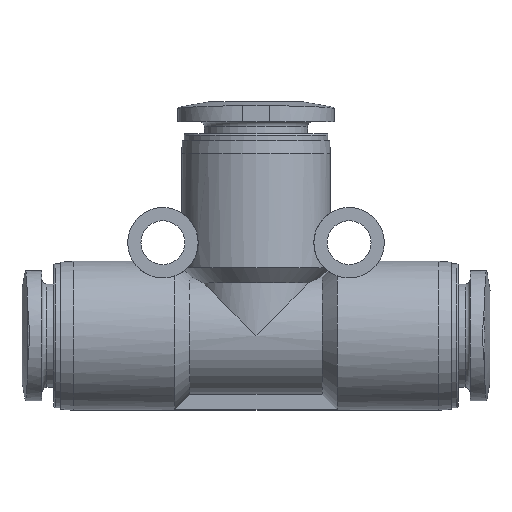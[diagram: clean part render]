
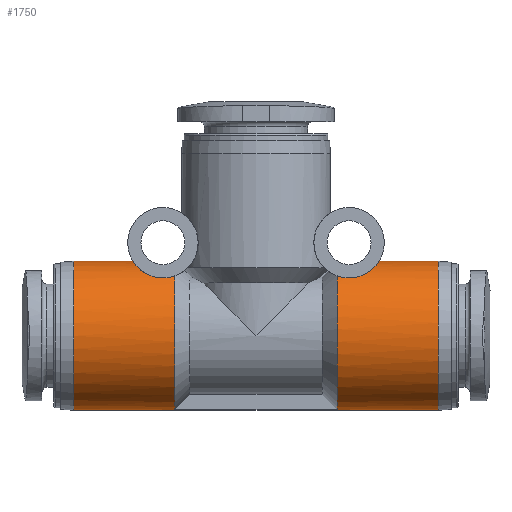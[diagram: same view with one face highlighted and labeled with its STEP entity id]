
A CAD part, front view. The second image highlights one B-rep face of the part: STEP entity #1750.
In plain terms, the highlighted cylindrical face has radius 5.6 mm (diameter 11.2 mm), a full revolution.
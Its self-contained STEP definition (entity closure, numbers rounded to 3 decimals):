
#63=LINE('',#2429,#89);
#64=LINE('',#2447,#90);
#89=VECTOR('',#2020,1000.);
#90=VECTOR('',#2025,1000.);
#123=B_SPLINE_CURVE_WITH_KNOTS('',3,(#2433,#2434,#2435,#2436,#2437,#2438,
#2439,#2440,#2441,#2442,#2443),.UNSPECIFIED.,.F.,.F.,(4,1,1,1,1,1,1,1,4),
(0.014,0.015,0.017,0.018,
0.02,0.021,0.022,0.024,
0.025),.UNSPECIFIED.);
#124=B_SPLINE_CURVE_WITH_KNOTS('',3,(#2451,#2452,#2453,#2454,#2455,#2456,
#2457,#2458,#2459,#2460,#2461),.UNSPECIFIED.,.F.,.F.,(4,1,1,1,1,1,1,1,4),
(0.004,0.005,0.007,0.008,
0.01,0.011,0.013,0.014,
0.016),.UNSPECIFIED.);
#207=ORIENTED_EDGE('',*,*,#530,.F.);
#208=ORIENTED_EDGE('',*,*,#531,.F.);
#209=ORIENTED_EDGE('',*,*,#532,.T.);
#210=ORIENTED_EDGE('',*,*,#533,.F.);
#211=ORIENTED_EDGE('',*,*,#534,.T.);
#212=ORIENTED_EDGE('',*,*,#535,.T.);
#213=ORIENTED_EDGE('',*,*,#536,.F.);
#214=ORIENTED_EDGE('',*,*,#537,.F.);
#215=ORIENTED_EDGE('',*,*,#538,.F.);
#216=ORIENTED_EDGE('',*,*,#539,.T.);
#530=EDGE_CURVE('',#691,#692,#808,.T.);
#531=EDGE_CURVE('',#693,#691,#63,.T.);
#532=EDGE_CURVE('',#693,#694,#809,.T.);
#533=EDGE_CURVE('',#695,#694,#123,.T.);
#534=EDGE_CURVE('',#695,#696,#810,.T.);
#535=EDGE_CURVE('',#696,#697,#64,.T.);
#536=EDGE_CURVE('',#698,#697,#811,.T.);
#537=EDGE_CURVE('',#692,#698,#124,.T.);
#538=EDGE_CURVE('',#699,#699,#812,.T.);
#539=EDGE_CURVE('',#700,#700,#813,.T.);
#691=VERTEX_POINT('',#2427);
#692=VERTEX_POINT('',#2428);
#693=VERTEX_POINT('',#2430);
#694=VERTEX_POINT('',#2432);
#695=VERTEX_POINT('',#2444);
#696=VERTEX_POINT('',#2446);
#697=VERTEX_POINT('',#2448);
#698=VERTEX_POINT('',#2450);
#699=VERTEX_POINT('',#2463);
#700=VERTEX_POINT('',#2465);
#808=CIRCLE('',#1845,5.6);
#809=CIRCLE('',#1846,5.6);
#810=CIRCLE('',#1847,5.6);
#811=CIRCLE('',#1848,5.6);
#812=CIRCLE('',#1849,5.6);
#813=CIRCLE('',#1850,5.6);
#880=EDGE_LOOP('',(#207,#208,#209,#210,#211,#212,#213,#214));
#881=EDGE_LOOP('',(#215));
#882=EDGE_LOOP('',(#216));
#1014=FACE_BOUND('',#880,.T.);
#1015=FACE_BOUND('',#881,.T.);
#1016=FACE_BOUND('',#882,.T.);
#1145=CYLINDRICAL_SURFACE('',#1844,5.6);
#1750=ADVANCED_FACE('',(#1014,#1015,#1016),#1145,.T.);
#1844=AXIS2_PLACEMENT_3D('',#2425,#2016,#2017);
#1845=AXIS2_PLACEMENT_3D('',#2426,#2018,#2019);
#1846=AXIS2_PLACEMENT_3D('',#2431,#2021,#2022);
#1847=AXIS2_PLACEMENT_3D('',#2445,#2023,#2024);
#1848=AXIS2_PLACEMENT_3D('',#2449,#2026,#2027);
#1849=AXIS2_PLACEMENT_3D('',#2462,#2028,#2029);
#1850=AXIS2_PLACEMENT_3D('',#2464,#2030,#2031);
#2016=DIRECTION('',(-1.,0.,0.));
#2017=DIRECTION('',(0.,0.,1.));
#2018=DIRECTION('',(1.,0.,0.));
#2019=DIRECTION('',(0.,0.,-1.));
#2020=DIRECTION('',(-1.,0.,0.));
#2021=DIRECTION('',(1.,0.,0.));
#2022=DIRECTION('',(0.,0.,-1.));
#2023=DIRECTION('',(1.,0.,0.));
#2024=DIRECTION('',(0.,0.,-1.));
#2025=DIRECTION('',(-1.,0.,0.));
#2026=DIRECTION('',(1.,0.,0.));
#2027=DIRECTION('',(0.,0.,-1.));
#2028=DIRECTION('',(1.,0.,0.));
#2029=DIRECTION('',(0.,0.,-1.));
#2030=DIRECTION('',(1.,0.,0.));
#2031=DIRECTION('',(0.,0.,-1.));
#2425=CARTESIAN_POINT('',(6.1,0.,0.));
#2426=CARTESIAN_POINT('',(-6.1,0.,0.));
#2427=CARTESIAN_POINT('',(-6.1,0.75,-5.55));
#2428=CARTESIAN_POINT('',(-6.1,3.323,4.508));
#2429=CARTESIAN_POINT('',(6.1,0.75,-5.55));
#2430=CARTESIAN_POINT('',(6.1,0.75,-5.55));
#2431=CARTESIAN_POINT('',(6.1,0.,0.));
#2432=CARTESIAN_POINT('',(6.1,3.323,4.508));
#2433=CARTESIAN_POINT('',(6.1,-3.323,4.508));
#2434=CARTESIAN_POINT('',(6.517,-3.527,4.357));
#2435=CARTESIAN_POINT('',(7.588,-3.633,4.269));
#2436=CARTESIAN_POINT('',(8.745,-2.778,4.923));
#2437=CARTESIAN_POINT('',(9.175,-1.462,5.472));
#2438=CARTESIAN_POINT('',(9.288,0.006,5.664));
#2439=CARTESIAN_POINT('',(9.174,1.465,5.471));
#2440=CARTESIAN_POINT('',(8.741,2.783,4.92));
#2441=CARTESIAN_POINT('',(7.587,3.631,4.271));
#2442=CARTESIAN_POINT('',(6.521,3.529,4.355));
#2443=CARTESIAN_POINT('',(6.1,3.323,4.508));
#2444=CARTESIAN_POINT('',(6.1,-3.323,4.508));
#2445=CARTESIAN_POINT('',(6.1,0.,0.));
#2446=CARTESIAN_POINT('',(6.1,-0.75,-5.55));
#2447=CARTESIAN_POINT('',(6.1,-0.75,-5.55));
#2448=CARTESIAN_POINT('',(-6.1,-0.75,-5.55));
#2449=CARTESIAN_POINT('',(-6.1,0.,0.));
#2450=CARTESIAN_POINT('',(-6.1,-3.323,4.508));
#2451=CARTESIAN_POINT('',(-6.1,3.323,4.508));
#2452=CARTESIAN_POINT('',(-6.521,3.529,4.356));
#2453=CARTESIAN_POINT('',(-7.586,3.632,4.27));
#2454=CARTESIAN_POINT('',(-8.744,2.78,4.922));
#2455=CARTESIAN_POINT('',(-9.175,1.458,5.473));
#2456=CARTESIAN_POINT('',(-9.287,0.,5.663));
#2457=CARTESIAN_POINT('',(-9.176,-1.455,5.474));
#2458=CARTESIAN_POINT('',(-8.743,-2.781,4.922));
#2459=CARTESIAN_POINT('',(-7.588,-3.631,4.27));
#2460=CARTESIAN_POINT('',(-6.52,-3.529,4.356));
#2461=CARTESIAN_POINT('',(-6.1,-3.323,4.508));
#2462=CARTESIAN_POINT('',(13.7,0.,0.));
#2463=CARTESIAN_POINT('',(13.7,0.,-5.6));
#2464=CARTESIAN_POINT('',(-13.7,0.,0.));
#2465=CARTESIAN_POINT('',(-13.7,0.,-5.6));
